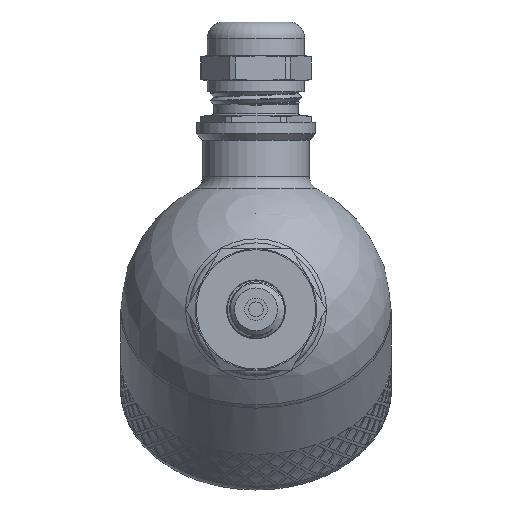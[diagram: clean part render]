
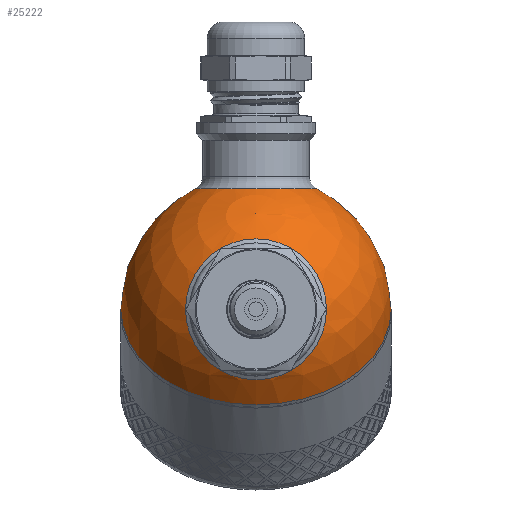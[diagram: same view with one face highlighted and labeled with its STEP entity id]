
A CAD part, left-side view. The second image highlights one B-rep face of the part: STEP entity #25222.
In plain terms, the highlighted spherical face has radius 30 mm.
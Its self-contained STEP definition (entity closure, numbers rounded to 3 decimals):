
#136=SPHERICAL_SURFACE('',#26791,30.);
#207=FACE_BOUND('',#3767,.T.);
#208=FACE_BOUND('',#3768,.T.);
#2115=FACE_OUTER_BOUND('',#3766,.T.);
#3766=EDGE_LOOP('',(#18301,#18302,#18303,#18304));
#3767=EDGE_LOOP('',(#18305));
#3768=EDGE_LOOP('',(#18306));
#5271=CIRCLE('',#26714,30.);
#5272=CIRCLE('',#26715,30.);
#5299=CIRCLE('',#26787,13.5);
#5302=CIRCLE('',#26792,30.);
#5303=CIRCLE('',#26793,15.643);
#9791=VERTEX_POINT('',#34543);
#9792=VERTEX_POINT('',#34545);
#10319=VERTEX_POINT('',#41309);
#10321=VERTEX_POINT('',#41316);
#10322=VERTEX_POINT('',#41318);
#12505=EDGE_CURVE('',#9791,#9792,#5271,.T.);
#12506=EDGE_CURVE('',#9792,#9791,#5272,.T.);
#13299=EDGE_CURVE('',#10319,#10319,#5299,.T.);
#13302=EDGE_CURVE('',#9792,#10321,#5302,.T.);
#13303=EDGE_CURVE('',#10322,#10322,#5303,.T.);
#18301=ORIENTED_EDGE('',*,*,#12506,.F.);
#18302=ORIENTED_EDGE('',*,*,#13302,.T.);
#18303=ORIENTED_EDGE('',*,*,#13302,.F.);
#18304=ORIENTED_EDGE('',*,*,#12505,.F.);
#18305=ORIENTED_EDGE('',*,*,#13303,.F.);
#18306=ORIENTED_EDGE('',*,*,#13299,.F.);
#25222=ADVANCED_FACE('',(#2115,#207,#208),#136,.T.);
#26714=AXIS2_PLACEMENT_3D('',#34546,#28085,#28086);
#26715=AXIS2_PLACEMENT_3D('',#34547,#28087,#28088);
#26787=AXIS2_PLACEMENT_3D('',#41310,#28509,#28510);
#26791=AXIS2_PLACEMENT_3D('',#41315,#28517,#28518);
#26792=AXIS2_PLACEMENT_3D('',#41317,#28519,#28520);
#26793=AXIS2_PLACEMENT_3D('',#41319,#28521,#28522);
#28085=DIRECTION('center_axis',(1.,0.,0.));
#28086=DIRECTION('ref_axis',(0.,1.,0.));
#28087=DIRECTION('center_axis',(1.,0.,0.));
#28088=DIRECTION('ref_axis',(0.,1.,0.));
#28509=DIRECTION('center_axis',(-0.707,0.,-0.707));
#28510=DIRECTION('ref_axis',(-0.707,0.,0.707));
#28517=DIRECTION('center_axis',(1.,0.,0.));
#28518=DIRECTION('ref_axis',(0.,-1.,0.));
#28519=DIRECTION('center_axis',(0.,0.,1.));
#28520=DIRECTION('ref_axis',(0.,1.,0.));
#28521=DIRECTION('center_axis',(-0.707,0.,0.707));
#28522=DIRECTION('ref_axis',(0.707,0.,0.707));
#34543=CARTESIAN_POINT('',(0.,-30.,0.));
#34545=CARTESIAN_POINT('',(0.,30.,0.));
#34546=CARTESIAN_POINT('Origin',(0.,0.,0.));
#34547=CARTESIAN_POINT('Origin',(0.,0.,0.));
#41309=CARTESIAN_POINT('',(-9.398,0.,-28.49));
#41310=CARTESIAN_POINT('Origin',(-18.944,0.,-18.944));
#41315=CARTESIAN_POINT('Origin',(0.,0.,0.));
#41316=CARTESIAN_POINT('',(-30.,0.,0.));
#41317=CARTESIAN_POINT('Origin',(0.,0.,0.));
#41318=CARTESIAN_POINT('',(-29.162,0.,7.04));
#41319=CARTESIAN_POINT('Origin',(-18.101,0.,18.101));
